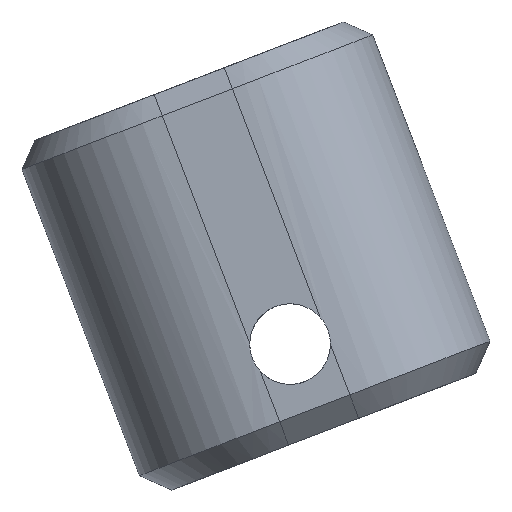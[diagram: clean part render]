
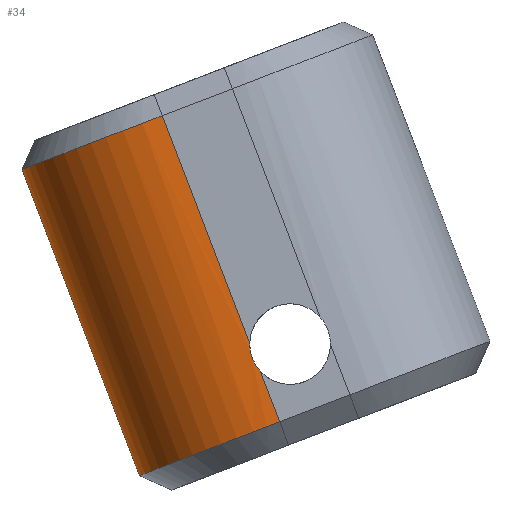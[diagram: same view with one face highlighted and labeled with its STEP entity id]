
A CAD part, front view. The second image highlights one B-rep face of the part: STEP entity #34.
In plain terms, the highlighted cylindrical face has radius 6 mm (diameter 12 mm), a partial arc.
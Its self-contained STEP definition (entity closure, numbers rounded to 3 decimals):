
#16 = CARTESIAN_POINT ( 'NONE',  ( 62.731, 81.678, 38.695 ) ) ;
#34 = ADVANCED_FACE ( 'NONE', ( #312 ), #190, .T. ) ;
#53 = CARTESIAN_POINT ( 'NONE',  ( 66.431, 78.7, 43.687 ) ) ;
#77 = CARTESIAN_POINT ( 'NONE',  ( 64.098, 78.7, 49.765 ) ) ;
#82 = CARTESIAN_POINT ( 'NONE',  ( 66.465, 78.701, 43.291 ) ) ;
#87 = ORIENTED_EDGE ( 'NONE', *, *, #614, .F. ) ;
#90 = VERTEX_POINT ( 'NONE', #1167 ) ;
#108 = CARTESIAN_POINT ( 'NONE',  ( 59.489, 79.902, 51.482 ) ) ;
#117 = CARTESIAN_POINT ( 'NONE',  ( 67.626, 78.7, 40.574 ) ) ;
#176 = VERTEX_POINT ( 'NONE', #53 ) ;
#179 = CARTESIAN_POINT ( 'NONE',  ( 66.159, 78.856, 40.011 ) ) ;
#189 = CARTESIAN_POINT ( 'NONE',  ( 66.85, 78.7, 42.595 ) ) ;
#190 = CYLINDRICAL_SURFACE ( 'NONE', #818, 6. ) ;
#197 = CARTESIAN_POINT ( 'NONE',  ( 66.429, 78.7, 43.486 ) ) ;
#199 = CARTESIAN_POINT ( 'NONE',  ( 66.537, 78.701, 43.102 ) ) ;
#289 = CARTESIAN_POINT ( 'NONE',  ( 60.11, 79.457, 51.721 ) ) ;
#304 = CARTESIAN_POINT ( 'NONE',  ( 64.805, 79.457, 39.491 ) ) ;
#312 = FACE_OUTER_BOUND ( 'NONE', #943, .T. ) ;
#333 = VERTEX_POINT ( 'NONE', #563 ) ;
#347 = EDGE_CURVE ( 'NONE', #852, #1263, #625, .T. ) ;
#354 = VERTEX_POINT ( 'NONE', #1142 ) ;
#365 = CARTESIAN_POINT ( 'NONE',  ( 57.33, 84.7, 50.653 ) ) ;
#380 = EDGE_CURVE ( 'NONE', #959, #1263, #403, .T. ) ;
#397 = EDGE_CURVE ( 'NONE', #333, #90, #858, .T. ) ;
#398 = CARTESIAN_POINT ( 'NONE',  ( 62.024, 84.7, 38.424 ) ) ;
#403 = B_SPLINE_CURVE_WITH_KNOTS ( 'NONE', 3,
 ( #1078, #590, #1064, #189 ),
 .UNSPECIFIED., .F., .F.,
 ( 4, 4 ),
 ( 0., 1. ),
 .UNSPECIFIED. ) ;
#467 = ORIENTED_EDGE ( 'NONE', *, *, #347, .F. ) ;
#472 = ORIENTED_EDGE ( 'NONE', *, *, #726, .F. ) ;
#489 = CARTESIAN_POINT ( 'NONE',  ( 58.452, 81.013, 51.084 ) ) ;
#490 = DIRECTION ( 'NONE',  ( 0., -1., 0. ) ) ;
#548 = CARTESIAN_POINT ( 'NONE',  ( 66.85, 78.7, 42.595 ) ) ;
#557 = CARTESIAN_POINT ( 'NONE',  ( 65.264, 78.7, 46.726 ) ) ;
#563 = CARTESIAN_POINT ( 'NONE',  ( 62.931, 78.7, 52.804 ) ) ;
#570 = CARTESIAN_POINT ( 'NONE',  ( 58.037, 81.678, 50.925 ) ) ;
#582 = CARTESIAN_POINT ( 'NONE',  ( 57.33, 83.915, 50.653 ) ) ;
#590 = CARTESIAN_POINT ( 'NONE',  ( 67.367, 78.7, 41.247 ) ) ;
#596 = B_SPLINE_CURVE_WITH_KNOTS ( 'NONE', 3,
 ( #1245, #77, #557, #1029 ),
 .UNSPECIFIED., .F., .F.,
 ( 4, 4 ),
 ( 0., 1. ),
 .UNSPECIFIED. ) ;
#614 = EDGE_CURVE ( 'NONE', #333, #176, #596, .T. ) ;
#625 = B_SPLINE_CURVE_WITH_KNOTS ( 'NONE', 3,
 ( #1154, #661, #1039, #548 ),
 .UNSPECIFIED., .F., .F.,
 ( 4, 4 ),
 ( 0., 1. ),
 .UNSPECIFIED. ) ;
#641 = CARTESIAN_POINT ( 'NONE',  ( 58.894, 84.7, 46.577 ) ) ;
#661 = CARTESIAN_POINT ( 'NONE',  ( 66.609, 78.701, 42.915 ) ) ;
#720 = ORIENTED_EDGE ( 'NONE', *, *, #1145, .T. ) ;
#726 = EDGE_CURVE ( 'NONE', #354, #90, #878, .T. ) ;
#748 = ORIENTED_EDGE ( 'NONE', *, *, #397, .T. ) ;
#765 = ORIENTED_EDGE ( 'NONE', *, *, #380, .T. ) ;
#776 = CARTESIAN_POINT ( 'NONE',  ( 62.198, 78.7, 52.522 ) ) ;
#786 = CARTESIAN_POINT ( 'NONE',  ( 62.17, 83.13, 38.479 ) ) ;
#792 = CARTESIAN_POINT ( 'NONE',  ( 63.146, 81.013, 38.854 ) ) ;
#816 = CARTESIAN_POINT ( 'NONE',  ( 66.85, 78.7, 42.595 ) ) ;
#818 = AXIS2_PLACEMENT_3D ( 'NONE', #1083, #871, #490 ) ;
#824 = CARTESIAN_POINT ( 'NONE',  ( 67.626, 78.7, 40.574 ) ) ;
#852 = VERTEX_POINT ( 'NONE', #199 ) ;
#858 = B_SPLINE_CURVE_WITH_KNOTS ( 'NONE', 3,
 ( #1160, #776, #1087, #289, #108, #489, #570, #987, #582, #883 ),
 .UNSPECIFIED., .F., .F.,
 ( 4, 2, 2, 2, 4 ),
 ( 0., 0.25, 0.5, 0.75, 1. ),
 .UNSPECIFIED. ) ;
#865 = B_SPLINE_CURVE_WITH_KNOTS ( 'NONE', 3,
 ( #1073, #82, #197, #1175 ),
 .UNSPECIFIED., .F., .F.,
 ( 4, 4 ),
 ( 0., 1. ),
 .UNSPECIFIED. ) ;
#871 = DIRECTION ( 'NONE',  ( -0.358, 0., 0.934 ) ) ;
#878 = B_SPLINE_CURVE_WITH_KNOTS ( 'NONE', 3,
 ( #1239, #1135, #641, #365 ),
 .UNSPECIFIED., .F., .F.,
 ( 4, 4 ),
 ( 0., 1. ),
 .UNSPECIFIED. ) ;
#883 = CARTESIAN_POINT ( 'NONE',  ( 57.33, 84.7, 50.653 ) ) ;
#886 = CARTESIAN_POINT ( 'NONE',  ( 62.024, 83.915, 38.424 ) ) ;
#891 = EDGE_CURVE ( 'NONE', #354, #959, #1267, .T. ) ;
#943 = EDGE_LOOP ( 'NONE', ( #87, #748, #472, #1040, #765, #467, #720 ) ) ;
#959 = VERTEX_POINT ( 'NONE', #824 ) ;
#963 = CARTESIAN_POINT ( 'NONE',  ( 66.892, 78.7, 40.292 ) ) ;
#987 = CARTESIAN_POINT ( 'NONE',  ( 57.475, 83.13, 50.709 ) ) ;
#1029 = CARTESIAN_POINT ( 'NONE',  ( 66.431, 78.7, 43.687 ) ) ;
#1039 = CARTESIAN_POINT ( 'NONE',  ( 66.715, 78.7, 42.743 ) ) ;
#1040 = ORIENTED_EDGE ( 'NONE', *, *, #891, .T. ) ;
#1064 = CARTESIAN_POINT ( 'NONE',  ( 67.108, 78.7, 41.921 ) ) ;
#1073 = CARTESIAN_POINT ( 'NONE',  ( 66.537, 78.701, 43.102 ) ) ;
#1078 = CARTESIAN_POINT ( 'NONE',  ( 67.626, 78.7, 40.574 ) ) ;
#1083 = CARTESIAN_POINT ( 'NONE',  ( 85.902, 84.7, -7.039 ) ) ;
#1087 = CARTESIAN_POINT ( 'NONE',  ( 61.465, 78.856, 52.241 ) ) ;
#1135 = CARTESIAN_POINT ( 'NONE',  ( 60.459, 84.7, 42.5 ) ) ;
#1142 = CARTESIAN_POINT ( 'NONE',  ( 62.024, 84.7, 38.424 ) ) ;
#1145 = EDGE_CURVE ( 'NONE', #852, #176, #865, .T. ) ;
#1154 = CARTESIAN_POINT ( 'NONE',  ( 66.537, 78.701, 43.102 ) ) ;
#1160 = CARTESIAN_POINT ( 'NONE',  ( 62.931, 78.7, 52.804 ) ) ;
#1167 = CARTESIAN_POINT ( 'NONE',  ( 57.33, 84.7, 50.653 ) ) ;
#1175 = CARTESIAN_POINT ( 'NONE',  ( 66.431, 78.7, 43.687 ) ) ;
#1180 = CARTESIAN_POINT ( 'NONE',  ( 64.183, 79.902, 39.252 ) ) ;
#1239 = CARTESIAN_POINT ( 'NONE',  ( 62.024, 84.7, 38.424 ) ) ;
#1245 = CARTESIAN_POINT ( 'NONE',  ( 62.931, 78.7, 52.804 ) ) ;
#1263 = VERTEX_POINT ( 'NONE', #816 ) ;
#1267 = B_SPLINE_CURVE_WITH_KNOTS ( 'NONE', 3,
 ( #398, #886, #786, #16, #792, #1180, #304, #179, #963, #117 ),
 .UNSPECIFIED., .F., .F.,
 ( 4, 2, 2, 2, 4 ),
 ( 0., 0.25, 0.5, 0.75, 1. ),
 .UNSPECIFIED. ) ;
